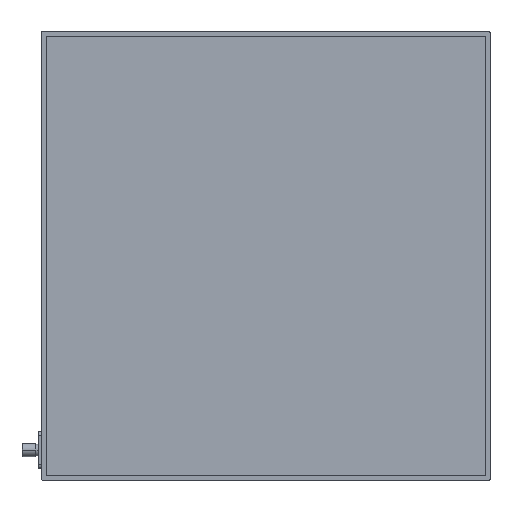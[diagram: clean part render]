
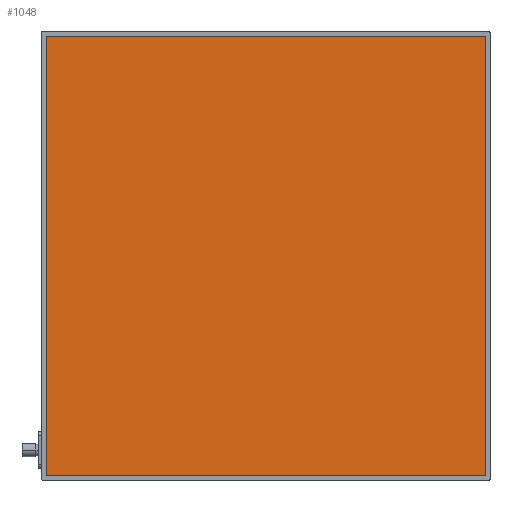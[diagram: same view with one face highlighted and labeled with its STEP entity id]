
A CAD part, top view. The second image highlights one B-rep face of the part: STEP entity #1048.
In plain terms, the highlighted planar face has unit normal (0, 0, 1).
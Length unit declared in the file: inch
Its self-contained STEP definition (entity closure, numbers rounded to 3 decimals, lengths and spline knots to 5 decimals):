
#245 = EDGE_CURVE ( 'NONE', #1184, #5600, #3912, .T. ) ;
#286 = FACE_OUTER_BOUND ( 'NONE', #6508, .T. ) ;
#308 = AXIS2_PLACEMENT_3D ( 'NONE', #3624, #2517, #2548 ) ;
#446 = ORIENTED_EDGE ( 'NONE', *, *, #5964, .T. ) ;
#680 = VERTEX_POINT ( 'NONE', #4096 ) ;
#717 = EDGE_CURVE ( 'NONE', #5600, #6013, #7194, .T. ) ;
#1048 = ADVANCED_FACE ( 'NONE', ( #286 ), #6424, .T. ) ;
#1184 = VERTEX_POINT ( 'NONE', #5558 ) ;
#1601 = DIRECTION ( 'NONE',  ( -1., 0., 0. ) ) ;
#1804 = DIRECTION ( 'NONE',  ( 1., 0., 0. ) ) ;
#1810 = CARTESIAN_POINT ( 'NONE',  ( -15.88583, 0.15748, -0.06496 ) ) ;
#1836 = ORIENTED_EDGE ( 'NONE', *, *, #245, .T. ) ;
#2196 = ORIENTED_EDGE ( 'NONE', *, *, #717, .T. ) ;
#2510 = LINE ( 'NONE', #3552, #4717 ) ;
#2517 = DIRECTION ( 'NONE',  ( 0., 0., 1. ) ) ;
#2548 = DIRECTION ( 'NONE',  ( 1., 0., 0. ) ) ;
#2743 = DIRECTION ( 'NONE',  ( 0., -1., 0. ) ) ;
#3080 = VECTOR ( 'NONE', #2743, 39.37008 ) ;
#3472 = CARTESIAN_POINT ( 'NONE',  ( -15.88583, 0.15748, -0.06496 ) ) ;
#3552 = CARTESIAN_POINT ( 'NONE',  ( -0.1378, 15.90551, -0.06496 ) ) ;
#3585 = DIRECTION ( 'NONE',  ( 0., 1., 0. ) ) ;
#3624 = CARTESIAN_POINT ( 'NONE',  ( -15.88583, 15.90551, -0.06496 ) ) ;
#3912 = LINE ( 'NONE', #4982, #5211 ) ;
#4096 = CARTESIAN_POINT ( 'NONE',  ( -0.1378, 0.15748, -0.06496 ) ) ;
#4475 = VECTOR ( 'NONE', #1804, 39.37008 ) ;
#4516 = CARTESIAN_POINT ( 'NONE',  ( -15.88583, 15.90551, -0.06496 ) ) ;
#4717 = VECTOR ( 'NONE', #3585, 39.37008 ) ;
#4982 = CARTESIAN_POINT ( 'NONE',  ( -15.88583, 15.90551, -0.06496 ) ) ;
#5211 = VECTOR ( 'NONE', #1601, 39.37008 ) ;
#5558 = CARTESIAN_POINT ( 'NONE',  ( -0.1378, 15.90551, -0.06496 ) ) ;
#5600 = VERTEX_POINT ( 'NONE', #4516 ) ;
#5624 = EDGE_CURVE ( 'NONE', #6013, #680, #5660, .T. ) ;
#5635 = CARTESIAN_POINT ( 'NONE',  ( -15.88583, 15.90551, -0.06496 ) ) ;
#5660 = LINE ( 'NONE', #3472, #4475 ) ;
#5964 = EDGE_CURVE ( 'NONE', #680, #1184, #2510, .T. ) ;
#6013 = VERTEX_POINT ( 'NONE', #1810 ) ;
#6424 = PLANE ( 'NONE',  #308 ) ;
#6508 = EDGE_LOOP ( 'NONE', ( #2196, #7016, #446, #1836 ) ) ;
#7016 = ORIENTED_EDGE ( 'NONE', *, *, #5624, .T. ) ;
#7194 = LINE ( 'NONE', #5635, #3080 ) ;
